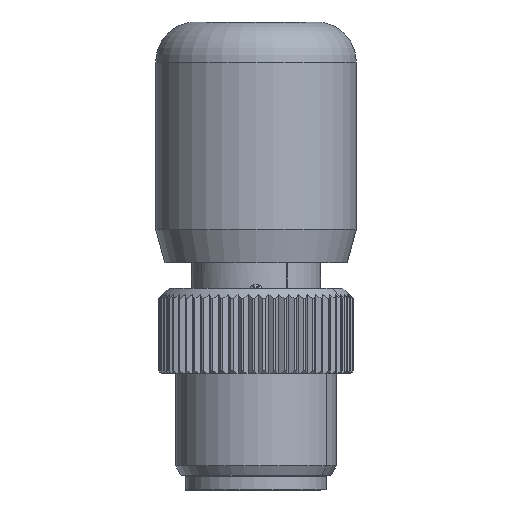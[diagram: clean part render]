
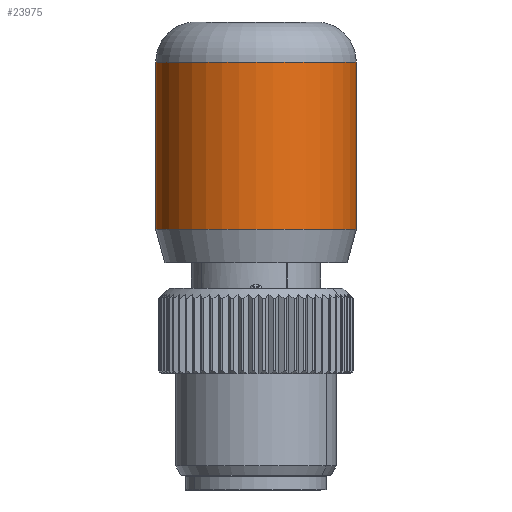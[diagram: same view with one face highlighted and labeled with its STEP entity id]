
A CAD part, front view. The second image highlights one B-rep face of the part: STEP entity #23975.
In plain terms, the highlighted cylindrical face has radius 7.5 mm (diameter 15 mm), a partial arc.
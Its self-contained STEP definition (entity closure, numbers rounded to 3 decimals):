
#23864=AXIS2_PLACEMENT_3D('Circle Axis2P3D',#23862,#23863,$) ;
#23932=AXIS2_PLACEMENT_3D('Cylinder Axis2P3D',#23929,#23930,#23931) ;
#23966=AXIS2_PLACEMENT_3D('Circle Axis2P3D',#23964,#23965,$) ;
#23859=CARTESIAN_POINT('Vertex',(-0.5,7.5,32.)) ;
#23862=CARTESIAN_POINT('Axis2P3D Location',(7.,7.5,32.)) ;
#23866=CARTESIAN_POINT('Vertex',(14.5,7.5,32.)) ;
#23929=CARTESIAN_POINT('Axis2P3D Location',(7.,7.5,27.5)) ;
#23934=CARTESIAN_POINT('Line Origine',(-0.5,7.5,27.5)) ;
#23938=CARTESIAN_POINT('Vertex',(-0.5,7.5,19.5)) ;
#23941=CARTESIAN_POINT('Line Origine',(14.5,7.5,27.5)) ;
#23945=CARTESIAN_POINT('Vertex',(14.5,7.5,19.5)) ;
#23964=CARTESIAN_POINT('Axis2P3D Location',(7.,7.5,19.5)) ;
#23863=DIRECTION('Axis2P3D Direction',(0.,0.,1.)) ;
#23930=DIRECTION('Axis2P3D Direction',(0.,0.,1.)) ;
#23931=DIRECTION('Axis2P3D XDirection',(1.,0.,0.)) ;
#23935=DIRECTION('Vector Direction',(0.,0.,1.)) ;
#23942=DIRECTION('Vector Direction',(0.,0.,1.)) ;
#23965=DIRECTION('Axis2P3D Direction',(0.,0.,1.)) ;
#23936=VECTOR('Line Direction',#23935,1.) ;
#23943=VECTOR('Line Direction',#23942,1.) ;
#23970=ORIENTED_EDGE('',*,*,#23947,.T.) ;
#23971=ORIENTED_EDGE('',*,*,#23868,.F.) ;
#23972=ORIENTED_EDGE('',*,*,#23940,.F.) ;
#23973=ORIENTED_EDGE('',*,*,#23968,.T.) ;
#23975=ADVANCED_FACE('Hauptkoerper',(#23974),#23933,.T.) ;
#23865=CIRCLE('generated circle',#23864,7.5) ;
#23967=CIRCLE('generated circle',#23966,7.5) ;
#23933=CYLINDRICAL_SURFACE('generated cylinder',#23932,7.5) ;
#23868=EDGE_CURVE('',#23860,#23867,#23865,.T.) ;
#23940=EDGE_CURVE('',#23939,#23860,#23937,.T.) ;
#23947=EDGE_CURVE('',#23946,#23867,#23944,.T.) ;
#23968=EDGE_CURVE('',#23939,#23946,#23967,.T.) ;
#23969=EDGE_LOOP('',(#23970,#23971,#23972,#23973)) ;
#23974=FACE_OUTER_BOUND('',#23969,.T.) ;
#23937=LINE('Line',#23934,#23936) ;
#23944=LINE('Line',#23941,#23943) ;
#23860=VERTEX_POINT('',#23859) ;
#23867=VERTEX_POINT('',#23866) ;
#23939=VERTEX_POINT('',#23938) ;
#23946=VERTEX_POINT('',#23945) ;
